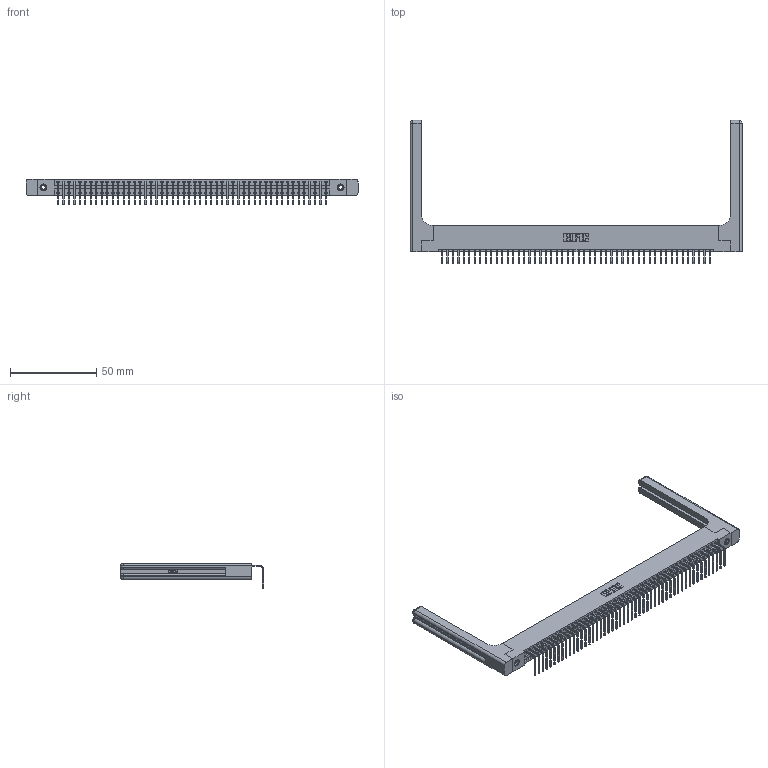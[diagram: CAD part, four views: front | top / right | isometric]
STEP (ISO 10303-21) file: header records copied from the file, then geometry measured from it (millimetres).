
FILE_DESCRIPTION (( 'STEP AP203' ), '1' );
FILE_NAME ('396-050-558-158.STEP', '2019-11-01T08:41:00', ( '' ), ( '' ), 'SwSTEP 2.0', 'SolidWorks 2016', '' );
FILE_SCHEMA (( 'CONFIG_CONTROL_DESIGN' ));
Length unit declared in the file: inch
Products named in the file (5): 346 Part_Flush Mounting Lugs - 0.156 Dia-TH; 345-292-001_558 Tail - 2; 345-250-001_345-250-001-102; 346-220-058_345-220-058; 396-050-558-158
Assembly tree (55 placements, depth 2):
  396-050-558-158
    346 Part_Flush Mounting Lugs - 0.156 Dia-TH
    345-292-001_558 Tail - 2  x50
    345-250-001_345-250-001-102  x2
    346-220-058_345-220-058  x2
Bounding box: 192.81 x 83.12 x 14.73 mm (x, y, z)
Volume: 26196.4 mm3; surface area: 29594.8 mm2
Topology: 55 solids, 55 shells, 3378 faces, 10095 edges, 6642 vertices
Faces by surface type: plane 2324, cylinder 994, bspline 36, cone 12, sphere 8, torus 4
Entity records: 35220 total; most frequent: CARTESIAN_POINT 7015, ORIENTED_EDGE 5796, DIRECTION 5110, EDGE_CURVE 2898, LINE 2474, VECTOR 2474, VERTEX_POINT 1922, AXIS2_PLACEMENT_3D 1318
